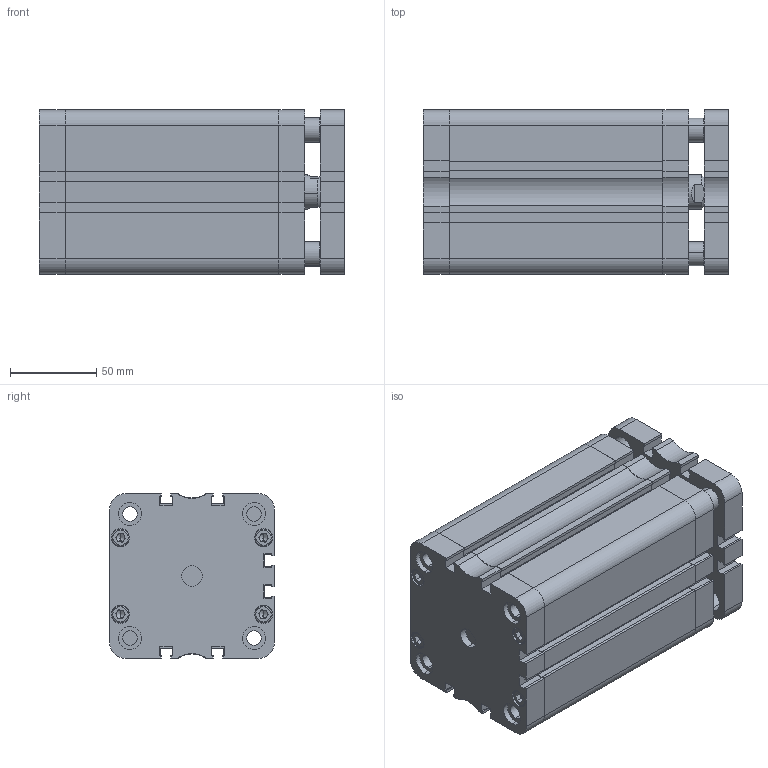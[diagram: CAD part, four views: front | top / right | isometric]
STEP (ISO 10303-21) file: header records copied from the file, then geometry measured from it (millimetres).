
FILE_DESCRIPTION (( 'STEP AP214' ), '1' );
FILE_NAME ('SM_009_080_0100_NP.STEP', '2019-11-13T08:26:14', ( '' ), ( '' ), 'SwSTEP 2.0', 'SolidWorks 2019', '' );
FILE_SCHEMA (( 'AUTOMOTIVE_DESIGN' ));
Length unit declared in the file: millimetre
Products named in the file (25): Tuleja^ZPO_Tuleja - D080; socket head thin cap screw_din_DIN 7984 - M10 x 30 --- 25.5N; Kopia Magnes^T³ok kpl_ZPO_Magnes D080; Kopia T硂k_T坥k - D080; Kopia Pierœcieñ prowadz¹cy^T³ok kpl_ZPO_Pier˜cieä prowadz¥cy D080; socket head thin cap screw_din_DIN 7984 - M6 x 35 --- 18N; SM_009_080_0100_NP; T³oczysko^ZPO_Tˆoczysko - D080; Kopia SMART - U. t硂czyska^Pokrywa prz骴 blok. obr kpl_ZPO_U. t坥czyska - D080; Kopia SMART - U. typ Oring - pokrywa^Pokrywa tyｳ kpl_ZPO_U. typ Oring - D080; Kopia Pokrywa przód^Pokrywa przód blok. obr kpl_ZPO_Smart - Pok prz¢d - zabez. przed obr. D080; Kopia tulejka pod szpilkê^Pokrywa przód blok. obr kpl_ZPO_D80; Kopia SMART - U. t硂ka wklejana^T硂k kpl_ZPO_U. t坥ka wklejana - D080; Kopia SMART - U. t硂ka lu焠a^T硂k kpl_ZPO_U. t坥ka lu玭a - D080; Pokrywa ty³ kpl^ZPO_Pok tyˆ - D080; Pr皻 blok.^ZPO_D080; P³ytka prowadnika^ZPO_Smart - Pok prz¢d - D080; Kopia Tuleja prowadzｹca^Pokrywa prz blok. obr kpl_ZPO_Tuleja prowadz･ca - D080; T硂k kpl^ZPO_T坥k kpl - D080; Kopia Pokrywa ty³_Smart - Pok tyˆ - D080; Pokrywa przód blok. obr kpl^ZPO_Pokrywa prz¢d kpl - zabez. przed obr. D080; socket head thin cap screw_din_DIN 7984 - M12 x 20 --- 14.75N; socket head cap screw_din_DIN 912 M6 x 25 --- 25N; Kopia SMART - U. t³oka S^T³ok kpl_ZPO_U. tˆoka S - D080; Kopia SMART - U. typ Oring - pokrywa^Pokrywa przód blok. obr kpl_ZPO_U. typ Oring - D080
Assembly tree (34 placements, depth 3):
  SM_009_080_0100_NP
    Pokrywa przód blok. obr kpl^ZPO_Pokrywa prz¢d kpl - zabez. przed obr. D080
      Kopia Pokrywa przód^Pokrywa przód blok. obr kpl_ZPO_Smart - Pok prz¢d - zabez. przed obr. D080
      Kopia SMART - U. typ Oring - pokrywa^Pokrywa przód blok. obr kpl_ZPO_U. typ Oring - D080
      Kopia Tuleja prowadzｹca^Pokrywa prz blok. obr kpl_ZPO_Tuleja prowadz･ca - D080
      Kopia SMART - U. t硂czyska^Pokrywa prz骴 blok. obr kpl_ZPO_U. t坥czyska - D080
      Kopia tulejka pod szpilkê^Pokrywa przód blok. obr kpl_ZPO_D80  x2
    Tuleja^ZPO_Tuleja - D080
    Pokrywa ty³ kpl^ZPO_Pok tyˆ - D080
      Kopia Pokrywa ty³_Smart - Pok tyˆ - D080
      Kopia SMART - U. typ Oring - pokrywa^Pokrywa tyｳ kpl_ZPO_U. typ Oring - D080
    T硂k kpl^ZPO_T坥k kpl - D080
      Kopia T硂k_T坥k - D080
      Kopia Magnes^T³ok kpl_ZPO_Magnes D080
      Kopia Pierœcieñ prowadz¹cy^T³ok kpl_ZPO_Pier˜cieä prowadz¥cy D080
      Kopia SMART - U. t硂ka lu焠a^T硂k kpl_ZPO_U. t坥ka lu玭a - D080
      Kopia SMART - U. t硂ka wklejana^T硂k kpl_ZPO_U. t坥ka wklejana - D080
      Kopia SMART - U. t³oka S^T³ok kpl_ZPO_U. tˆoka S - D080
    T³oczysko^ZPO_Tˆoczysko - D080
    socket head thin cap screw_din_DIN 7984 - M10 x 30 --- 25.5N
    socket head cap screw_din_DIN 912 M6 x 25 --- 25N  x8
    Pr皻 blok.^ZPO_D080  x2
    P³ytka prowadnika^ZPO_Smart - Pok prz¢d - D080
    socket head thin cap screw_din_DIN 7984 - M6 x 35 --- 18N  x2
    socket head thin cap screw_din_DIN 7984 - M12 x 20 --- 14.75N
Bounding box: 177.1 x 95.5 x 95.5 mm (x, y, z)
Volume: 748180.2 mm3; surface area: 328791.4 mm2
Topology: 32 solids, 32 shells, 1313 faces, 3265 edges, 2087 vertices
Faces by surface type: plane 675, cylinder 371, bspline 118, cone 101, torus 48
Entity records: 40071 total; most frequent: CARTESIAN_POINT 12530, ORIENTED_EDGE 5502, DIRECTION 5292, EDGE_CURVE 2751, AXIS2_PLACEMENT_3D 1802, VERTEX_POINT 1802, VECTOR 1688, LINE 1688
